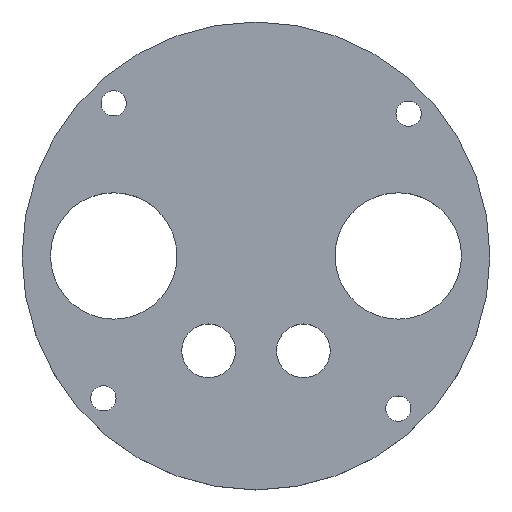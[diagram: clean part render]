
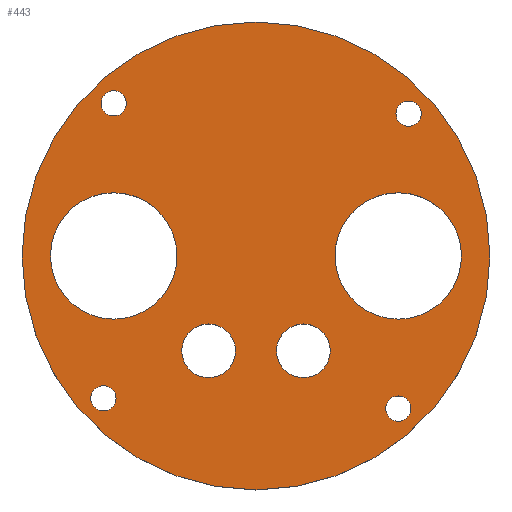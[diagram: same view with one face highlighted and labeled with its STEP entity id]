
A CAD part, top view. The second image highlights one B-rep face of the part: STEP entity #443.
In plain terms, the highlighted planar face has unit normal (0, 0, 1).
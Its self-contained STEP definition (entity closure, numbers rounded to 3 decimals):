
#52 = VERTEX_POINT('',#53);
#53 = CARTESIAN_POINT('',(7.4,0.,1.561));
#59 = EDGE_CURVE('',#52,#52,#60,.T.);
#60 = CIRCLE('',#61,7.4);
#61 = AXIS2_PLACEMENT_3D('',#62,#63,#64);
#62 = CARTESIAN_POINT('',(0.,0.,1.561));
#63 = DIRECTION('',(0.,0.,1.));
#64 = DIRECTION('',(1.,0.,-0.));
#85 = VERTEX_POINT('',#86);
#86 = CARTESIAN_POINT('',(-4.428,-4.5,1.561));
#92 = EDGE_CURVE('',#85,#85,#93,.T.);
#93 = CIRCLE('',#94,0.4);
#94 = AXIS2_PLACEMENT_3D('',#95,#96,#97);
#95 = CARTESIAN_POINT('',(-4.828,-4.5,1.561));
#96 = DIRECTION('',(0.,0.,1.));
#97 = DIRECTION('',(1.,0.,-0.));
#118 = VERTEX_POINT('',#119);
#119 = CARTESIAN_POINT('',(-0.65,-3.,1.561));
#125 = EDGE_CURVE('',#118,#118,#126,.T.);
#126 = CIRCLE('',#127,0.85);
#127 = AXIS2_PLACEMENT_3D('',#128,#129,#130);
#128 = CARTESIAN_POINT('',(-1.5,-3.,1.561));
#129 = DIRECTION('',(0.,0.,1.));
#130 = DIRECTION('',(1.,0.,-0.));
#151 = VERTEX_POINT('',#152);
#152 = CARTESIAN_POINT('',(-4.1,4.828,1.561));
#158 = EDGE_CURVE('',#151,#151,#159,.T.);
#159 = CIRCLE('',#160,0.4);
#160 = AXIS2_PLACEMENT_3D('',#161,#162,#163);
#161 = CARTESIAN_POINT('',(-4.5,4.828,1.561));
#162 = DIRECTION('',(0.,0.,1.));
#163 = DIRECTION('',(1.,0.,-0.));
#184 = VERTEX_POINT('',#185);
#185 = CARTESIAN_POINT('',(-4.505,2.,1.561));
#191 = EDGE_CURVE('',#184,#192,#194,.T.);
#192 = VERTEX_POINT('',#193);
#193 = CARTESIAN_POINT('',(-6.5,0.,1.561));
#194 = CIRCLE('',#195,1.994);
#195 = AXIS2_PLACEMENT_3D('',#196,#197,#198);
#196 = CARTESIAN_POINT('',(-4.506,0.006,1.561)
  );
#197 = DIRECTION('',(0.,0.,1.));
#198 = DIRECTION('',(0.001,1.,-0.));
#224 = EDGE_CURVE('',#192,#184,#225,.T.);
#225 = CIRCLE('',#226,2.);
#226 = AXIS2_PLACEMENT_3D('',#227,#228,#229);
#227 = CARTESIAN_POINT('',(-4.5,0.,1.561)
  );
#228 = DIRECTION('',(-0.,0.,1.));
#229 = DIRECTION('',(-1.,0.,-0.));
#250 = VERTEX_POINT('',#251);
#251 = CARTESIAN_POINT('',(2.35,-3.,1.561));
#257 = EDGE_CURVE('',#250,#250,#258,.T.);
#258 = CIRCLE('',#259,0.85);
#259 = AXIS2_PLACEMENT_3D('',#260,#261,#262);
#260 = CARTESIAN_POINT('',(1.5,-3.,1.561));
#261 = DIRECTION('',(0.,0.,1.));
#262 = DIRECTION('',(1.,0.,-0.));
#283 = VERTEX_POINT('',#284);
#284 = CARTESIAN_POINT('',(4.9,-4.828,1.561));
#290 = EDGE_CURVE('',#283,#283,#291,.T.);
#291 = CIRCLE('',#292,0.4);
#292 = AXIS2_PLACEMENT_3D('',#293,#294,#295);
#293 = CARTESIAN_POINT('',(4.5,-4.828,1.561));
#294 = DIRECTION('',(0.,0.,1.));
#295 = DIRECTION('',(1.,0.,-0.));
#316 = VERTEX_POINT('',#317);
#317 = CARTESIAN_POINT('',(5.228,4.5,1.561));
#323 = EDGE_CURVE('',#316,#316,#324,.T.);
#324 = CIRCLE('',#325,0.4);
#325 = AXIS2_PLACEMENT_3D('',#326,#327,#328);
#326 = CARTESIAN_POINT('',(4.828,4.5,1.561));
#327 = DIRECTION('',(0.,0.,1.));
#328 = DIRECTION('',(1.,0.,-0.));
#349 = VERTEX_POINT('',#350);
#350 = CARTESIAN_POINT('',(4.495,2.,1.561));
#356 = EDGE_CURVE('',#349,#357,#359,.T.);
#357 = VERTEX_POINT('',#358);
#358 = CARTESIAN_POINT('',(2.5,0.,1.561));
#359 = CIRCLE('',#360,1.994);
#360 = AXIS2_PLACEMENT_3D('',#361,#362,#363);
#361 = CARTESIAN_POINT('',(4.494,0.006,1.561)
  );
#362 = DIRECTION('',(0.,0.,1.));
#363 = DIRECTION('',(0.001,1.,-0.));
#389 = EDGE_CURVE('',#357,#349,#390,.T.);
#390 = CIRCLE('',#391,2.);
#391 = AXIS2_PLACEMENT_3D('',#392,#393,#394);
#392 = CARTESIAN_POINT('',(4.5,0.,1.561)
  );
#393 = DIRECTION('',(-0.,0.,1.));
#394 = DIRECTION('',(-1.,0.,-0.));
#443 = ADVANCED_FACE('',(#444,#447,#450,#453,#456,#460,#463,#466,#469),
  #473,.T.);
#444 = FACE_BOUND('',#445,.T.);
#445 = EDGE_LOOP('',(#446));
#446 = ORIENTED_EDGE('',*,*,#59,.T.);
#447 = FACE_BOUND('',#448,.T.);
#448 = EDGE_LOOP('',(#449));
#449 = ORIENTED_EDGE('',*,*,#92,.F.);
#450 = FACE_BOUND('',#451,.T.);
#451 = EDGE_LOOP('',(#452));
#452 = ORIENTED_EDGE('',*,*,#125,.F.);
#453 = FACE_BOUND('',#454,.T.);
#454 = EDGE_LOOP('',(#455));
#455 = ORIENTED_EDGE('',*,*,#158,.F.);
#456 = FACE_BOUND('',#457,.T.);
#457 = EDGE_LOOP('',(#458,#459));
#458 = ORIENTED_EDGE('',*,*,#191,.F.);
#459 = ORIENTED_EDGE('',*,*,#224,.F.);
#460 = FACE_BOUND('',#461,.T.);
#461 = EDGE_LOOP('',(#462));
#462 = ORIENTED_EDGE('',*,*,#257,.F.);
#463 = FACE_BOUND('',#464,.T.);
#464 = EDGE_LOOP('',(#465));
#465 = ORIENTED_EDGE('',*,*,#290,.F.);
#466 = FACE_BOUND('',#467,.T.);
#467 = EDGE_LOOP('',(#468));
#468 = ORIENTED_EDGE('',*,*,#323,.F.);
#469 = FACE_BOUND('',#470,.T.);
#470 = EDGE_LOOP('',(#471,#472));
#471 = ORIENTED_EDGE('',*,*,#356,.F.);
#472 = ORIENTED_EDGE('',*,*,#389,.F.);
#473 = PLANE('',#474);
#474 = AXIS2_PLACEMENT_3D('',#475,#476,#477);
#475 = CARTESIAN_POINT('',(0.,0.,
    1.561));
#476 = DIRECTION('',(0.,0.,1.));
#477 = DIRECTION('',(1.,0.,-0.));
